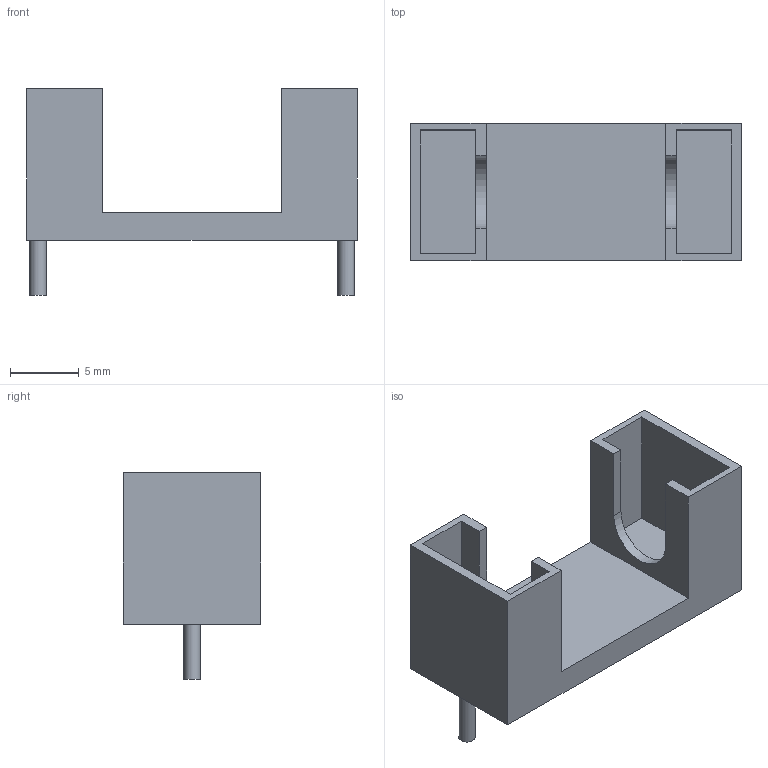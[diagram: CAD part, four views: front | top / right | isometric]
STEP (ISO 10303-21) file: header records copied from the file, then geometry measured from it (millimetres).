
FILE_DESCRIPTION(('STEP AP214'), '1');
FILE_NAME('ZH242', '2017-07-28T16:30:44', ('Àíòîí'), ('Äîì'), 'ASCON STEP Converter 1.3', 'ASCON Math Kernel', '');
FILE_SCHEMA(('AUTOMOTIVE_DESIGN { 1 0 10303 214 3 1 1}'));
Length unit declared in the file: millimetre
Bounding box: 24 x 10 x 15 mm (x, y, z)
Volume: 766.7 mm3; surface area: 1531 mm2
Topology: 1 solids, 1 shells, 30 faces, 78 edges, 52 vertices
Faces by surface type: plane 26, cylinder 4
Full cylindrical faces by diameter (mm): 1.2 x2
Entity records: 1184 total; most frequent: CARTESIAN_POINT 159, ORIENTED_EDGE 152, DIRECTION 146, EDGE_CURVE 76, LINE 68, VECTOR 68, VERTEX_POINT 52, AXIS2_PLACEMENT_3D 39
